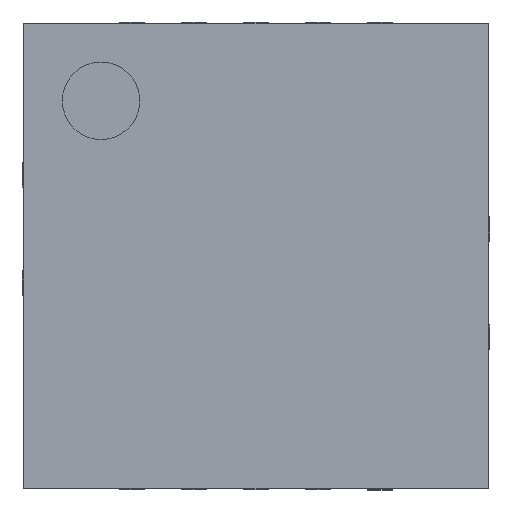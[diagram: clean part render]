
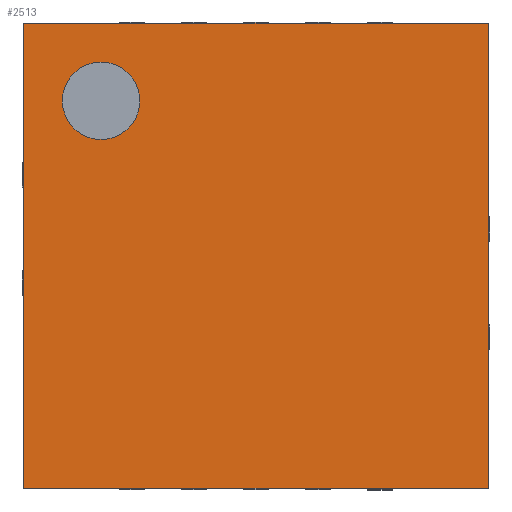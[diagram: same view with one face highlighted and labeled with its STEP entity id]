
A CAD part, top view. The second image highlights one B-rep face of the part: STEP entity #2513.
In plain terms, the highlighted planar face has unit normal (0, 0, 1).
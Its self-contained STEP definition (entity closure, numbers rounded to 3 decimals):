
#19 = VERTEX_POINT ( 'NONE', #748 ) ;
#64 = VERTEX_POINT ( 'NONE', #1888 ) ;
#92 = AXIS2_PLACEMENT_3D ( 'NONE', #2064, #2334, #2369 ) ;
#93 = VERTEX_POINT ( 'NONE', #1633 ) ;
#135 = FACE_BOUND ( 'NONE', #2156, .T. ) ;
#174 = EDGE_LOOP ( 'NONE', ( #2876, #208, #3096, #2597 ) ) ;
#191 = EDGE_CURVE ( 'NONE', #93, #2371, #979, .T. ) ;
#208 = ORIENTED_EDGE ( 'NONE', *, *, #2670, .F. ) ;
#250 = VECTOR ( 'NONE', #2913, 1000. ) ;
#319 = DIRECTION ( 'NONE',  ( 0., 0., 1. ) ) ;
#391 = LINE ( 'NONE', #415, #3147 ) ;
#415 = CARTESIAN_POINT ( 'NONE',  ( -1.5, -1.5, 1.1 ) ) ;
#674 = CARTESIAN_POINT ( 'NONE',  ( -1.25, 1., 1.1 ) ) ;
#683 = VERTEX_POINT ( 'NONE', #3343 ) ;
#694 = VECTOR ( 'NONE', #2131, 1000. ) ;
#748 = CARTESIAN_POINT ( 'NONE',  ( 1.5, -1.5, 1.1 ) ) ;
#840 = EDGE_CURVE ( 'NONE', #683, #19, #2654, .T. ) ;
#894 = EDGE_CURVE ( 'NONE', #1750, #683, #2046, .T. ) ;
#979 = CIRCLE ( 'NONE', #2101, 0.25 ) ;
#1070 = EDGE_CURVE ( 'NONE', #2371, #93, #2425, .T. ) ;
#1142 = CARTESIAN_POINT ( 'NONE',  ( -1., 1., 1.1 ) ) ;
#1238 = FACE_OUTER_BOUND ( 'NONE', #174, .T. ) ;
#1470 = VECTOR ( 'NONE', #3136, 1000. ) ;
#1628 = CARTESIAN_POINT ( 'NONE',  ( -1.5, 1.5, 1.1 ) ) ;
#1633 = CARTESIAN_POINT ( 'NONE',  ( -0.75, 1., 1.1 ) ) ;
#1750 = VERTEX_POINT ( 'NONE', #2885 ) ;
#1850 = CARTESIAN_POINT ( 'NONE',  ( 1.5, -1.5, 1.1 ) ) ;
#1888 = CARTESIAN_POINT ( 'NONE',  ( -1.5, -1.5, 1.1 ) ) ;
#1891 = PLANE ( 'NONE',  #92 ) ;
#2013 = CARTESIAN_POINT ( 'NONE',  ( -1., 1., 1.1 ) ) ;
#2046 = LINE ( 'NONE', #1628, #694 ) ;
#2064 = CARTESIAN_POINT ( 'NONE',  ( 0., 0., 1.1 ) ) ;
#2101 = AXIS2_PLACEMENT_3D ( 'NONE', #2013, #2309, #2296 ) ;
#2131 = DIRECTION ( 'NONE',  ( 1., 0., 0. ) ) ;
#2156 = EDGE_LOOP ( 'NONE', ( #2639, #2349 ) ) ;
#2210 = EDGE_CURVE ( 'NONE', #64, #1750, #391, .T. ) ;
#2276 = DIRECTION ( 'NONE',  ( 0., 1., 0. ) ) ;
#2296 = DIRECTION ( 'NONE',  ( 1., 0., 0. ) ) ;
#2309 = DIRECTION ( 'NONE',  ( 0., 0., 1. ) ) ;
#2334 = DIRECTION ( 'NONE',  ( 0., 0., -1. ) ) ;
#2349 = ORIENTED_EDGE ( 'NONE', *, *, #1070, .F. ) ;
#2369 = DIRECTION ( 'NONE',  ( 0., -1., 0. ) ) ;
#2371 = VERTEX_POINT ( 'NONE', #674 ) ;
#2412 = AXIS2_PLACEMENT_3D ( 'NONE', #1142, #319, #3011 ) ;
#2425 = CIRCLE ( 'NONE', #2412, 0.25 ) ;
#2513 = ADVANCED_FACE ( 'NONE', ( #135, #1238 ), #1891, .F. ) ;
#2597 = ORIENTED_EDGE ( 'NONE', *, *, #894, .F. ) ;
#2639 = ORIENTED_EDGE ( 'NONE', *, *, #191, .F. ) ;
#2654 = LINE ( 'NONE', #2890, #1470 ) ;
#2670 = EDGE_CURVE ( 'NONE', #19, #64, #3184, .T. ) ;
#2876 = ORIENTED_EDGE ( 'NONE', *, *, #2210, .F. ) ;
#2885 = CARTESIAN_POINT ( 'NONE',  ( -1.5, 1.5, 1.1 ) ) ;
#2890 = CARTESIAN_POINT ( 'NONE',  ( 1.5, 1.5, 1.1 ) ) ;
#2913 = DIRECTION ( 'NONE',  ( -1., 0., 0. ) ) ;
#3011 = DIRECTION ( 'NONE',  ( 1., 0., 0. ) ) ;
#3096 = ORIENTED_EDGE ( 'NONE', *, *, #840, .F. ) ;
#3136 = DIRECTION ( 'NONE',  ( 0., -1., 0. ) ) ;
#3147 = VECTOR ( 'NONE', #2276, 1000. ) ;
#3184 = LINE ( 'NONE', #1850, #250 ) ;
#3343 = CARTESIAN_POINT ( 'NONE',  ( 1.5, 1.5, 1.1 ) ) ;
